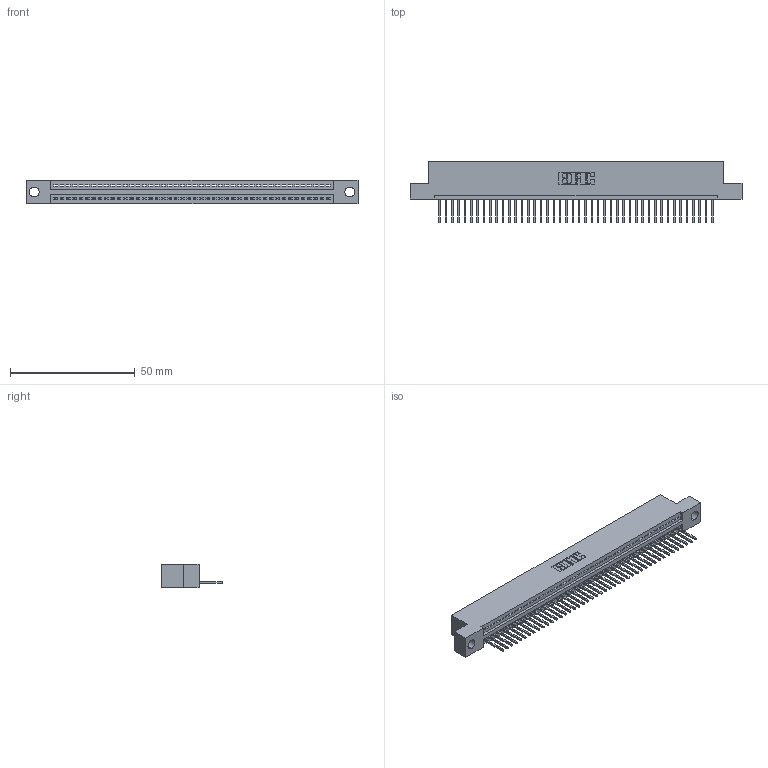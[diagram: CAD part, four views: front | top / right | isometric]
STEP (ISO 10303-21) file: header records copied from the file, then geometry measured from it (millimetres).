
FILE_DESCRIPTION (( 'STEP AP203' ), '1' );
FILE_NAME ('395-044-523-104.STEP', '2019-10-22T15:44:27', ( '' ), ( '' ), 'SwSTEP 2.0', 'SolidWorks 2016', '' );
FILE_SCHEMA (( 'CONFIG_CONTROL_DESIGN' ));
Length unit declared in the file: inch
Products named in the file (3): 345 Part_Flush Mounting Lugs - 0.156 Dia-TH; 345-292-001_345-293-123; 395-044-523-104
Assembly tree (45 placements, depth 2):
  395-044-523-104
    345 Part_Flush Mounting Lugs - 0.156 Dia-TH
    345-292-001_345-293-123  x44
Bounding box: 132.97 x 24.82 x 9.4 mm (x, y, z)
Volume: 12541 mm3; surface area: 16549.8 mm2
Topology: 45 solids, 45 shells, 2678 faces, 8085 edges, 5330 vertices
Faces by surface type: plane 1840, cylinder 838
Entity records: 32867 total; most frequent: CARTESIAN_POINT 5700, ORIENTED_EDGE 5678, DIRECTION 4975, EDGE_CURVE 2839, LINE 2531, VECTOR 2531, VERTEX_POINT 1890, AXIS2_PLACEMENT_3D 1222
